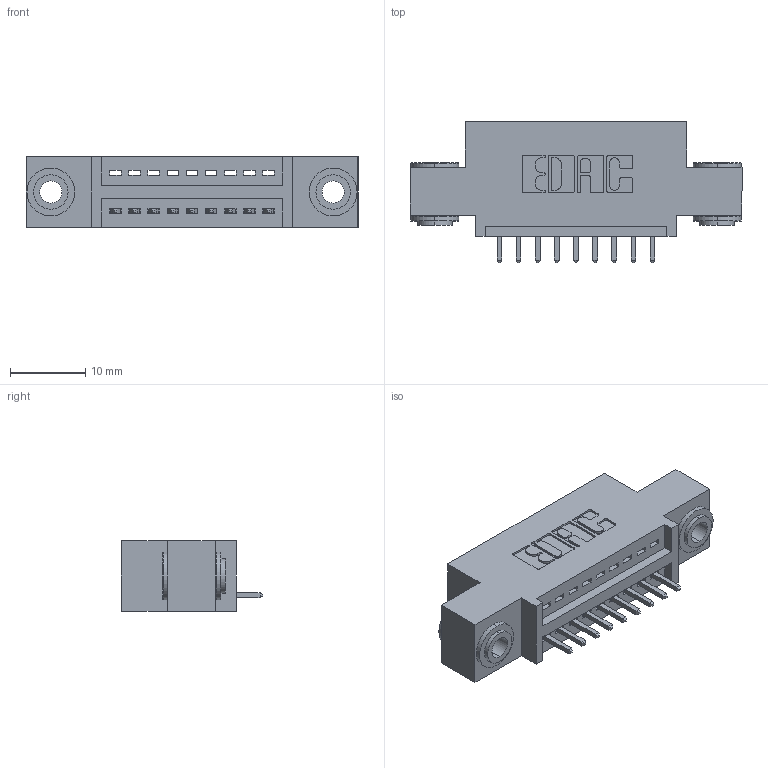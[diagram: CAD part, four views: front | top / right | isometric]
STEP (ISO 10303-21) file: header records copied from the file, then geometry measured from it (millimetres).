
FILE_DESCRIPTION (( 'STEP AP203' ), '1' );
FILE_NAME ('345-009-521-403.STEP', '2019-10-03T19:52:45', ( '' ), ( '' ), 'SwSTEP 2.0', 'SolidWorks 2016', '' );
FILE_SCHEMA (( 'CONFIG_CONTROL_DESIGN' ));
Length unit declared in the file: inch
Products named in the file (4): 345-009-521-403; 345-292-001_345-293-121; 345 Part_0.110 Offset - 0.156 Dia-TH; 345-250-002_345-250-002-102
Assembly tree (12 placements, depth 2):
  345-009-521-403
    345 Part_0.110 Offset - 0.156 Dia-TH
    345-292-001_345-293-121  x9
    345-250-002_345-250-002-102  x2
Bounding box: 44.07 x 18.72 x 9.4 mm (x, y, z)
Volume: 3835.8 mm3; surface area: 4845.2 mm2
Topology: 12 solids, 12 shells, 690 faces, 2013 edges, 1326 vertices
Faces by surface type: plane 454, cylinder 228, cone 8
Entity records: 12016 total; most frequent: CARTESIAN_POINT 2062, ORIENTED_EDGE 1998, DIRECTION 1879, EDGE_CURVE 999, VECTOR 807, LINE 807, VERTEX_POINT 662, AXIS2_PLACEMENT_3D 536
